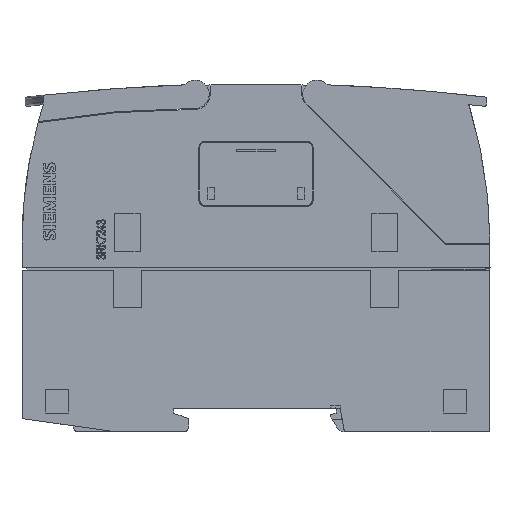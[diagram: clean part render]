
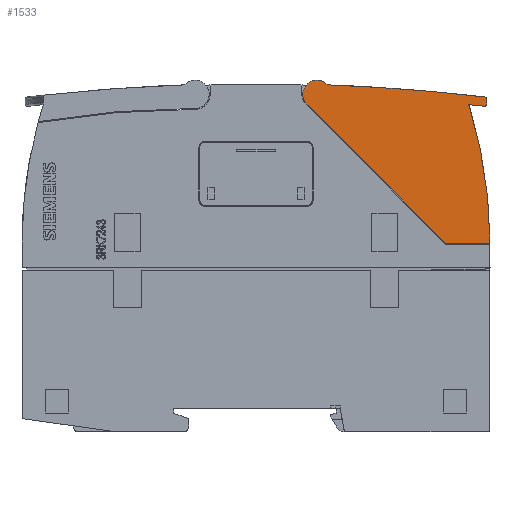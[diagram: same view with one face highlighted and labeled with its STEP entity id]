
A CAD part, left-side view. The second image highlights one B-rep face of the part: STEP entity #1533.
In plain terms, the highlighted planar face has unit normal (-1, 0, 0).
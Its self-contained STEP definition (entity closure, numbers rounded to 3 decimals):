
#1533=ADVANCED_FACE('NONE',(#3913),#3914,.F.);
#3913=FACE_OUTER_BOUND('',#7223,.T.);
#3914=PLANE('',#7224);
#7223=EDGE_LOOP('',(#20129,#20130,#20131,#20132,#20133,#20134,#20135,#20136,#20137,#20138,#20139,#20140));
#7224=AXIS2_PLACEMENT_3D('',#20141,#20142,#20143);
#20129=ORIENTED_EDGE('',*,*,#28261,.F.);
#20130=ORIENTED_EDGE('',*,*,#28262,.F.);
#20131=ORIENTED_EDGE('',*,*,#28263,.F.);
#20132=ORIENTED_EDGE('',*,*,#28264,.F.);
#20133=ORIENTED_EDGE('',*,*,#28265,.T.);
#20134=ORIENTED_EDGE('',*,*,#28266,.F.);
#20135=ORIENTED_EDGE('',*,*,#28267,.F.);
#20136=ORIENTED_EDGE('',*,*,#28268,.F.);
#20137=ORIENTED_EDGE('',*,*,#27018,.F.);
#20138=ORIENTED_EDGE('',*,*,#28269,.F.);
#20139=ORIENTED_EDGE('',*,*,#28270,.F.);
#20140=ORIENTED_EDGE('',*,*,#28271,.F.);
#20141=CARTESIAN_POINT('',(0.001,146.988,37.061));
#20142=DIRECTION('',(1.0,0.0,-0.0));
#20143=DIRECTION('',(0.0,0.0,1.0));
#27018=EDGE_CURVE('NONE',#30984,#30987,#30988,.T.);
#28261=EDGE_CURVE('NONE',#33043,#33044,#33045,.T.);
#28262=EDGE_CURVE('NONE',#33046,#33043,#33047,.T.);
#28263=EDGE_CURVE('NONE',#33048,#33046,#33049,.T.);
#28264=EDGE_CURVE('NONE',#33050,#33048,#33051,.T.);
#28265=EDGE_CURVE('NONE',#33050,#33052,#33053,.T.);
#28266=EDGE_CURVE('NONE',#33054,#33052,#33055,.T.);
#28267=EDGE_CURVE('NONE',#33056,#33054,#33057,.T.);
#28268=EDGE_CURVE('NONE',#30987,#33056,#33058,.T.);
#28269=EDGE_CURVE('NONE',#33059,#30984,#33060,.T.);
#28270=EDGE_CURVE('NONE',#33061,#33059,#33062,.T.);
#28271=EDGE_CURVE('NONE',#33044,#33061,#33063,.T.);
#30984=VERTEX_POINT('',#36952);
#30987=VERTEX_POINT('NONE',#36956);
#30988=CIRCLE('',#36957,3.);
#33043=VERTEX_POINT('NONE',#41551);
#33044=VERTEX_POINT('NONE',#41552);
#33045=LINE('',#41553,#41554);
#33046=VERTEX_POINT('NONE',#41555);
#33047=CIRCLE('',#41556,100.);
#33048=VERTEX_POINT('NONE',#41557);
#33049=CIRCLE('',#41558,415.7);
#33050=VERTEX_POINT('NONE',#41559);
#33051=B_SPLINE_CURVE_WITH_KNOTS('',3,(#41560,#41561,#41562,#41563,#41564,#41565,#41566,#41567,#41568,#41569),.UNSPECIFIED.,.F.,.F.,(4,2,2,2,4),(0.0,0.25,0.5,0.75,1.0),.UNSPECIFIED.);
#33052=VERTEX_POINT('NONE',#41570);
#33053=B_SPLINE_CURVE_WITH_KNOTS('',3,(#41571,#41572,#41573,#41574),.UNSPECIFIED.,.F.,.F.,(4,4),(0.0,1.0),.UNSPECIFIED.);
#33054=VERTEX_POINT('NONE',#41575);
#33055=B_SPLINE_CURVE_WITH_KNOTS('',3,(#41576,#41577,#41578,#41579,#41580,#41581,#41582,#41583,#41584,#41585),.UNSPECIFIED.,.F.,.F.,(4,2,2,2,4),(0.0,0.25,0.5,0.75,1.0),.UNSPECIFIED.);
#33056=VERTEX_POINT('NONE',#41586);
#33057=CIRCLE('',#41587,417.7);
#33058=B_SPLINE_CURVE_WITH_KNOTS('',3,(#41588,#41589,#41590,#41591,#41592,#41593,#41594,#41595,#41596,#41597,#41598,#41599,#41600,#41601,#41602,#41603),.UNSPECIFIED.,.F.,.F.,(4,1,1,1,1,1,1,1,1,1,1,1,1,4),(0.0,0.,0.,0.001,0.001,0.001,0.002,0.002,0.003,0.004,0.004,0.004,0.005,0.005),.UNSPECIFIED.);
#33059=VERTEX_POINT('NONE',#41604);
#33060=CIRCLE('',#41605,3.);
#33061=VERTEX_POINT('NONE',#41606);
#33062=B_SPLINE_CURVE_WITH_KNOTS('',3,(#41607,#41608,#41609,#41610),.UNSPECIFIED.,.F.,.F.,(4,4),(0.0,1.0),.UNSPECIFIED.);
#33063=LINE('',#41611,#41612);
#36952=CARTESIAN_POINT('',(0.001,40.,72.1));
#36956=CARTESIAN_POINT('',(0.001,39.263,74.07));
#36957=AXIS2_PLACEMENT_3D('',#50572,#50573,#50574);
#41551=CARTESIAN_POINT('',(0.001,0.,40.3));
#41552=CARTESIAN_POINT('',(0.001,9.443,40.3));
#41553=CARTESIAN_POINT('',(0.001,50.003,40.3));
#41554=VECTOR('',#51786,1000.0);
#41555=CARTESIAN_POINT('',(0.001,4.546,69.907));
#41556=AXIS2_PLACEMENT_3D('',#51787,#51788,#51789);
#41557=CARTESIAN_POINT('',(0.001,1.208,69.527));
#41558=AXIS2_PLACEMENT_3D('',#51790,#51791,#51792);
#41559=CARTESIAN_POINT('',(0.001,0.649,70.023));
#41560=CARTESIAN_POINT('',(0.001,0.649,70.023));
#41561=CARTESIAN_POINT('',(0.001,0.649,69.986));
#41562=CARTESIAN_POINT('',(0.,0.653,69.941));
#41563=CARTESIAN_POINT('',(0.,0.683,69.835));
#41564=CARTESIAN_POINT('',(0.,0.709,69.774));
#41565=CARTESIAN_POINT('',(0.,0.801,69.657));
#41566=CARTESIAN_POINT('',(0.,0.867,69.601));
#41567=CARTESIAN_POINT('',(0.,1.027,69.53));
#41568=CARTESIAN_POINT('',(0.001,1.121,69.516));
#41569=CARTESIAN_POINT('',(0.001,1.208,69.527));
#41570=CARTESIAN_POINT('',(0.001,0.649,71.03));
#41571=CARTESIAN_POINT('',(0.001,0.649,70.023));
#41572=CARTESIAN_POINT('',(0.001,0.649,70.359));
#41573=CARTESIAN_POINT('',(0.001,0.649,70.694));
#41574=CARTESIAN_POINT('',(0.001,0.649,71.03));
#41575=CARTESIAN_POINT('',(0.001,1.091,71.527));
#41576=CARTESIAN_POINT('',(0.001,1.091,71.527));
#41577=CARTESIAN_POINT('',(0.001,1.012,71.517));
#41578=CARTESIAN_POINT('',(0.,0.935,71.488));
#41579=CARTESIAN_POINT('',(0.,0.808,71.404));
#41580=CARTESIAN_POINT('',(0.,0.76,71.35));
#41581=CARTESIAN_POINT('',(0.,0.693,71.243));
#41582=CARTESIAN_POINT('',(0.,0.673,71.191));
#41583=CARTESIAN_POINT('',(0.,0.652,71.1));
#41584=CARTESIAN_POINT('',(0.001,0.649,71.061));
#41585=CARTESIAN_POINT('',(0.001,0.649,71.03));
#41586=CARTESIAN_POINT('',(0.001,34.785,74.123));
#41587=AXIS2_PLACEMENT_3D('',#51793,#51794,#51795);
#41588=CARTESIAN_POINT('',(0.001,39.263,74.07));
#41589=CARTESIAN_POINT('',(0.001,39.211,74.126));
#41590=CARTESIAN_POINT('',(0.001,39.107,74.241));
#41591=CARTESIAN_POINT('',(0.001,38.933,74.398));
#41592=CARTESIAN_POINT('',(0.001,38.711,74.571));
#41593=CARTESIAN_POINT('',(0.001,38.436,74.743));
#41594=CARTESIAN_POINT('',(0.001,38.103,74.898));
#41595=CARTESIAN_POINT('',(0.001,37.753,75.012));
#41596=CARTESIAN_POINT('',(0.001,37.279,75.104));
#41597=CARTESIAN_POINT('',(0.001,36.677,75.111));
#41598=CARTESIAN_POINT('',(0.001,36.09,74.976));
#41599=CARTESIAN_POINT('',(0.001,35.647,74.786));
#41600=CARTESIAN_POINT('',(0.001,35.329,74.601));
#41601=CARTESIAN_POINT('',(0.001,35.039,74.38));
#41602=CARTESIAN_POINT('',(0.001,34.865,74.211));
#41603=CARTESIAN_POINT('',(0.001,34.785,74.123));
#41604=CARTESIAN_POINT('',(0.001,39.121,69.978));
#41605=AXIS2_PLACEMENT_3D('',#51796,#51797,#51798);
#41606=CARTESIAN_POINT('',(0.001,37.949,68.806));
#41607=CARTESIAN_POINT('',(0.001,37.949,68.806));
#41608=CARTESIAN_POINT('',(0.001,38.34,69.197));
#41609=CARTESIAN_POINT('',(0.001,38.731,69.588));
#41610=CARTESIAN_POINT('',(0.001,39.121,69.978));
#41611=CARTESIAN_POINT('',(0.001,-20.372,10.485));
#41612=VECTOR('',#51799,1000.0);
#50572=CARTESIAN_POINT('',(0.001,37.,72.1));
#50573=DIRECTION('',(1.0,0.0,0.0));
#50574=DIRECTION('',(0.0,-1.0,0.0));
#51786=DIRECTION('',(0.0,1.0,0.0));
#51787=CARTESIAN_POINT('',(0.001,100.,40.1));
#51788=DIRECTION('',(1.0,0.0,0.0));
#51789=DIRECTION('',(0.0,1.0,0.0));
#51790=CARTESIAN_POINT('',(0.001,50.,-343.3));
#51791=DIRECTION('',(-1.0,0.0,-0.0));
#51792=DIRECTION('',(0.0,1.0,0.));
#51793=CARTESIAN_POINT('',(0.001,50.,-343.3));
#51794=DIRECTION('',(1.0,0.0,0.0));
#51795=DIRECTION('',(0.0,1.0,0.0));
#51796=CARTESIAN_POINT('',(0.001,37.,72.1));
#51797=DIRECTION('',(1.0,0.0,0.0));
#51798=DIRECTION('',(0.0,-1.0,0.0));
#51799=DIRECTION('',(0.0,0.707,0.707));
